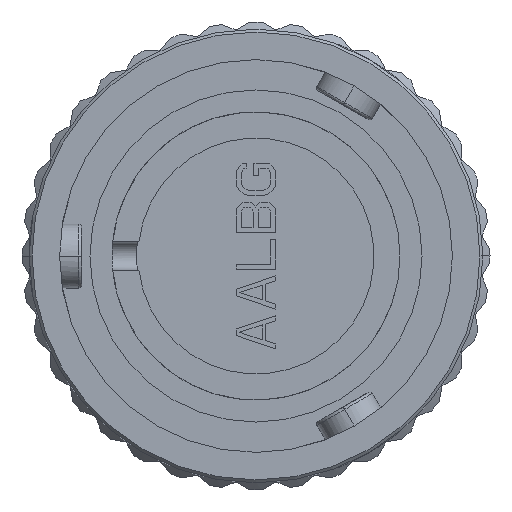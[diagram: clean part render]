
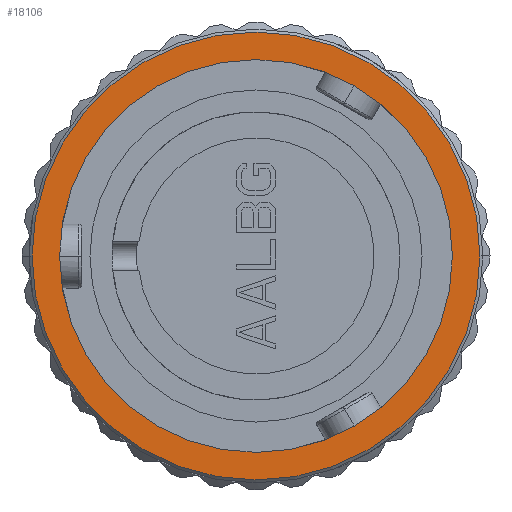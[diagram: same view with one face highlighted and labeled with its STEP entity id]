
A CAD part, left-side view. The second image highlights one B-rep face of the part: STEP entity #18106.
In plain terms, the highlighted planar face has unit normal (-1, 0, 0).
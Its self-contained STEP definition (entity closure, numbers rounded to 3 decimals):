
#4364=CARTESIAN_POINT('',(-22.82,0.,0.));
#4365=DIRECTION('',(1.,0.,0.));
#4366=DIRECTION('',(0.,1.,0.));
#4367=AXIS2_PLACEMENT_3D('',#4364,#4365,#4366);
#4369=CARTESIAN_POINT('',(-22.82,0.,0.));
#4370=DIRECTION('',(-1.,0.,0.));
#4371=DIRECTION('',(0.,1.,0.));
#4372=AXIS2_PLACEMENT_3D('',#4369,#4370,#4371);
#4374=CARTESIAN_POINT('',(-22.82,0.,0.));
#4375=DIRECTION('',(1.,0.,0.));
#4376=DIRECTION('',(0.,1.,0.));
#4377=AXIS2_PLACEMENT_3D('',#4374,#4375,#4376);
#4379=CARTESIAN_POINT('',(-22.82,0.,0.));
#4380=DIRECTION('',(-1.,0.,0.));
#4381=DIRECTION('',(0.,1.,0.));
#4382=AXIS2_PLACEMENT_3D('',#4379,#4380,#4381);
#12302=CARTESIAN_POINT('',(-22.82,13.81,-0.002));
#12303=CARTESIAN_POINT('',(-22.82,-13.81,0.002));
#12304=VERTEX_POINT('',#12302);
#12305=VERTEX_POINT('',#12303);
#12730=CARTESIAN_POINT('',(-22.82,15.75,-0.002));
#12731=VERTEX_POINT('',#12730);
#12732=CARTESIAN_POINT('',(-22.82,-15.75,0.002));
#12733=VERTEX_POINT('',#12732);
#18091=CARTESIAN_POINT('',(-22.82,0.,0.));
#18092=DIRECTION('',(-1.,0.,0.));
#18093=DIRECTION('',(0.,-1.,0.));
#18094=AXIS2_PLACEMENT_3D('',#18091,#18092,#18093);
#18095=PLANE('473',#18094);
#18096=ORIENTED_EDGE('1818',*,*,#18077,.F.);
#18097=ORIENTED_EDGE('1820',*,*,#18059,.T.);
#18098=EDGE_LOOP('473',(#18096,#18097));
#18099=FACE_OUTER_BOUND('473',#18098,.F.);
#18101=ORIENTED_EDGE('1544',*,*,#18100,.F.);
#18103=ORIENTED_EDGE('1542',*,*,#18102,.T.);
#18104=EDGE_LOOP('473',(#18101,#18103));
#18105=FACE_BOUND('473',#18104,.F.);
#4368=CIRCLE('1820',#4367,15.75);
#4373=CIRCLE('1818',#4372,15.75);
#4378=CIRCLE('1544',#4377,13.81);
#4383=CIRCLE('1542',#4382,13.81);
#18059=EDGE_CURVE('1820',#12731,#12733,#4368,.T.);
#18077=EDGE_CURVE('1818',#12731,#12733,#4373,.T.);
#18100=EDGE_CURVE('1544',#12304,#12305,#4378,.T.);
#18102=EDGE_CURVE('1542',#12304,#12305,#4383,.T.);
#18106=ADVANCED_FACE('473',(#18099,#18105),#18095,.T.);
